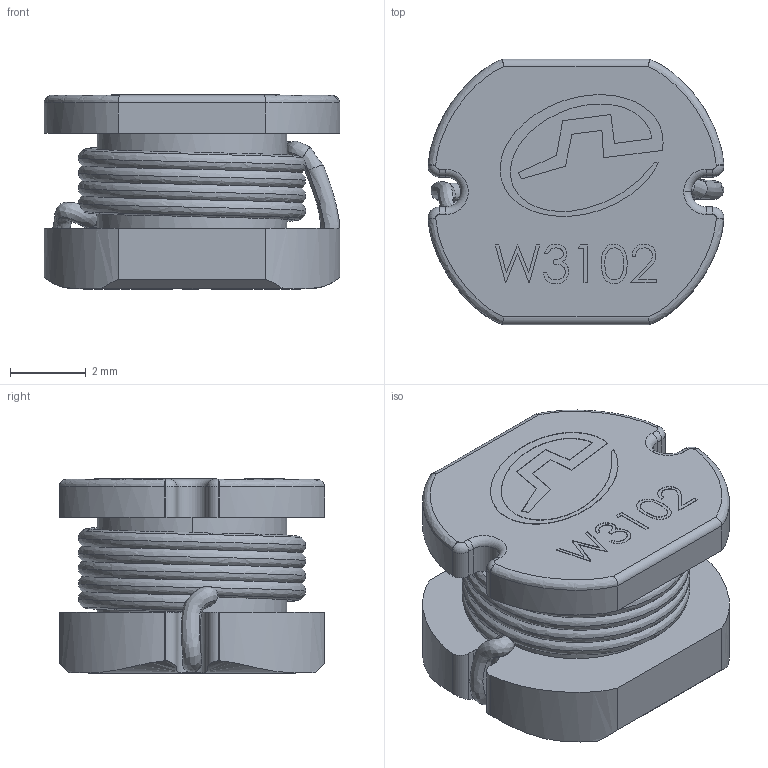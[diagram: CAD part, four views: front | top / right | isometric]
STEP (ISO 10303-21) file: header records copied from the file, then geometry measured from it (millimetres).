
FILE_DESCRIPTION (( 'STEP AP214' ), '1' );
FILE_NAME ('6780108B-698B-4EAF-A604-EFC53F2732C9.STEP', '2024-08-21T09:10:21', ( '' ), ( '' ), 'SwSTEP 2.0', 'SolidWorks 2022', '' );
FILE_SCHEMA (( 'AUTOMOTIVE_DESIGN' ));
Length unit declared in the file: millimetre
Products named in the file (1): 6780108B-698B-4EAF-A604-EFC53F2732C9
Bounding box: 7.8 x 7 x 5.12 mm (x, y, z)
Volume: 184.7 mm3; surface area: 401.3 mm2
Topology: 15 solids, 15 shells, 290 faces, 769 edges, 505 vertices
Faces by surface type: plane 130, bspline 111, cylinder 38, torus 11
Entity records: 18055 total; most frequent: CARTESIAN_POINT 9195, ORIENTED_EDGE 1538, DIRECTION 942, EDGE_CURVE 769, VERTEX_POINT 505, LINE 416, VECTOR 416, EDGE_LOOP 300
